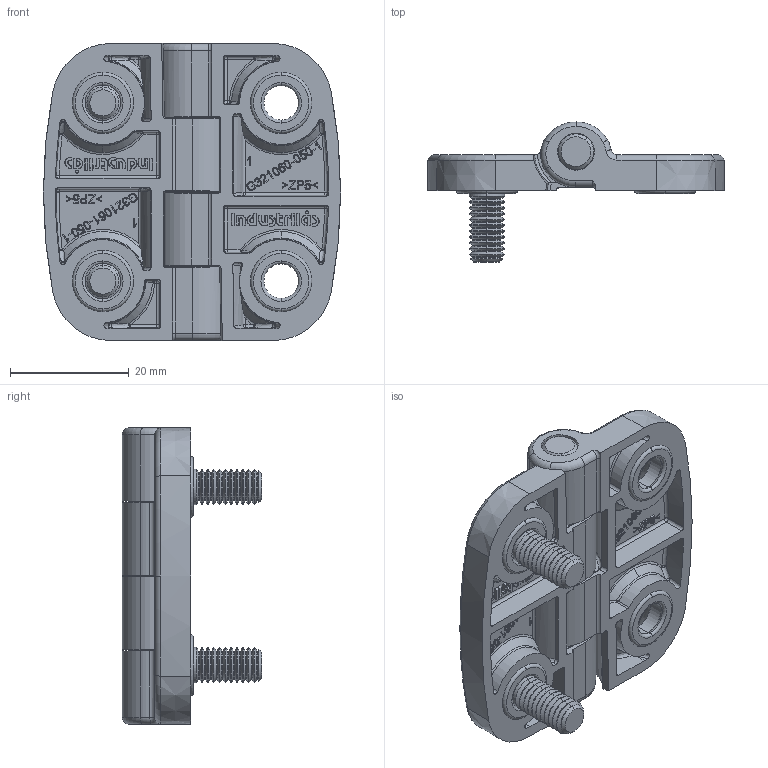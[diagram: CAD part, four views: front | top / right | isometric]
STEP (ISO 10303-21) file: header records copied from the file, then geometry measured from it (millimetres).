
FILE_DESCRIPTION (( 'STEP AP203' ), '1' );
FILE_NAME ('3216-620504-30_Industrilas.step', '2017-03-29T07:22:43', ( '' ), ( '' ), 'SwSTEP 2.0', 'SolidWorks 2008', '' );
FILE_SCHEMA (( 'CONFIG_CONTROL_DESIGN' ));
Length unit declared in the file: millimetre
Products named in the file (6): 00009710(013090-016-6)-1-1-1; 3216-620504-30_Industrilas; 00010697(321361-050-1-(pur))-1; 00007478(50x50M6-(t酹))-1-1; 00007478(50x50_6,3-(t酹))-1; 00007479(50x50)-1-1-1
Assembly tree (6 placements, depth 3):
  3216-620504-30_Industrilas
    00007479(50x50)-1-1-1
    00010697(321361-050-1-(pur))-1
      00009710(013090-016-6)-1-1-1  x2
      00007478(50x50M6-(t酹))-1-1
    00007478(50x50_6,3-(t酹))-1
Bounding box: 50 x 23.5 x 50 mm (x, y, z)
Volume: 13243.8 mm3; surface area: 11997.3 mm2
Topology: 5 solids, 5 shells, 1454 faces, 3603 edges, 2228 vertices
Faces by surface type: plane 604, bspline 272, cone 220, torus 162, cylinder 154, sphere 42
Entity records: 52707 total; most frequent: CARTESIAN_POINT 22619, ORIENTED_EDGE 6650, DIRECTION 5243, EDGE_CURVE 3325, VERTEX_POINT 2098, AXIS2_PLACEMENT_3D 1880, VECTOR 1483, LINE 1483
